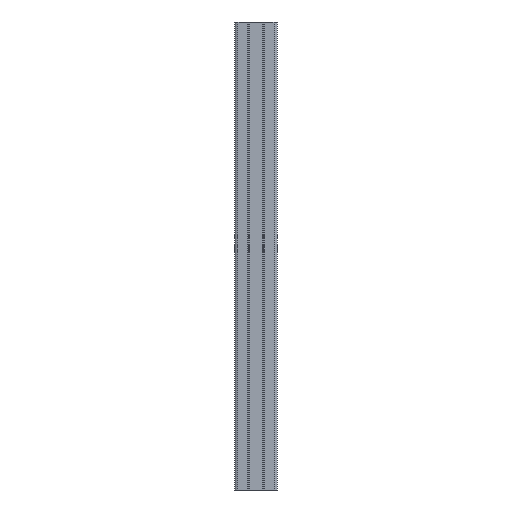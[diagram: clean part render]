
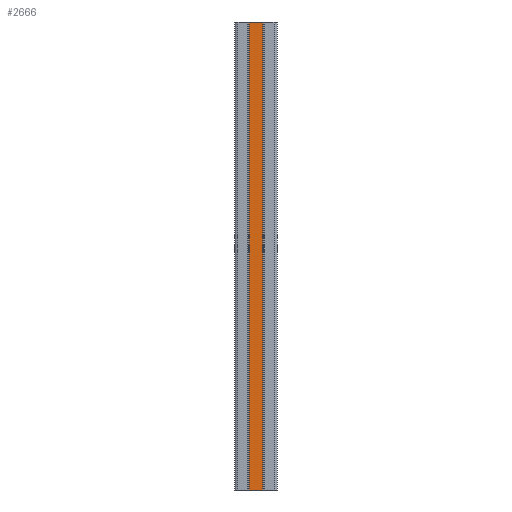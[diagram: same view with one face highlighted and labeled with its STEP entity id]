
A CAD part, front view. The second image highlights one B-rep face of the part: STEP entity #2666.
In plain terms, the highlighted planar face has unit normal (0, -1, 0).
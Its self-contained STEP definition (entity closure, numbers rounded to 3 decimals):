
#64 = CARTESIAN_POINT ( 'NONE',  ( 3.143, -3.85, 110. ) ) ;
#103 = VERTEX_POINT ( 'NONE', #1666 ) ;
#318 = CARTESIAN_POINT ( 'NONE',  ( 3.143, -3.85, -110. ) ) ;
#331 = VERTEX_POINT ( 'NONE', #64 ) ;
#379 = EDGE_CURVE ( 'NONE', #331, #103, #1921, .T. ) ;
#606 = AXIS2_PLACEMENT_3D ( 'NONE', #2801, #1967, #1280 ) ;
#625 = EDGE_CURVE ( 'NONE', #1199, #103, #788, .T. ) ;
#770 = CARTESIAN_POINT ( 'NONE',  ( 3.143, -3.85, 110. ) ) ;
#788 = LINE ( 'NONE', #318, #1213 ) ;
#892 = CARTESIAN_POINT ( 'NONE',  ( 3.143, -3.85, 110. ) ) ;
#1159 = VERTEX_POINT ( 'NONE', #1469 ) ;
#1199 = VERTEX_POINT ( 'NONE', #1878 ) ;
#1213 = VECTOR ( 'NONE', #3398, 1000. ) ;
#1280 = DIRECTION ( 'NONE',  ( 0., 0., 1. ) ) ;
#1284 = LINE ( 'NONE', #1390, #1843 ) ;
#1337 = DIRECTION ( 'NONE',  ( 0., 0., -1. ) ) ;
#1348 = VECTOR ( 'NONE', #3525, 1000. ) ;
#1390 = CARTESIAN_POINT ( 'NONE',  ( -3.143, -3.85, 110. ) ) ;
#1469 = CARTESIAN_POINT ( 'NONE',  ( -3.143, -3.85, 110. ) ) ;
#1534 = DIRECTION ( 'NONE',  ( 0., 0., -1. ) ) ;
#1549 = EDGE_LOOP ( 'NONE', ( #4023, #3212, #3148, #4343 ) ) ;
#1585 = LINE ( 'NONE', #892, #1348 ) ;
#1666 = CARTESIAN_POINT ( 'NONE',  ( 3.143, -3.85, -110. ) ) ;
#1843 = VECTOR ( 'NONE', #1337, 1000. ) ;
#1878 = CARTESIAN_POINT ( 'NONE',  ( -3.143, -3.85, -110. ) ) ;
#1921 = LINE ( 'NONE', #770, #1947 ) ;
#1947 = VECTOR ( 'NONE', #1534, 1000. ) ;
#1967 = DIRECTION ( 'NONE',  ( 0., 1., 0. ) ) ;
#2381 = PLANE ( 'NONE',  #606 ) ;
#2454 = FACE_OUTER_BOUND ( 'NONE', #1549, .T. ) ;
#2666 = ADVANCED_FACE ( 'NONE', ( #2454 ), #2381, .F. ) ;
#2689 = EDGE_CURVE ( 'NONE', #1159, #331, #1585, .T. ) ;
#2801 = CARTESIAN_POINT ( 'NONE',  ( 3.143, -3.85, 110. ) ) ;
#3148 = ORIENTED_EDGE ( 'NONE', *, *, #2689, .F. ) ;
#3212 = ORIENTED_EDGE ( 'NONE', *, *, #379, .F. ) ;
#3398 = DIRECTION ( 'NONE',  ( 1., 0., 0. ) ) ;
#3525 = DIRECTION ( 'NONE',  ( 1., 0., 0. ) ) ;
#4023 = ORIENTED_EDGE ( 'NONE', *, *, #625, .T. ) ;
#4343 = ORIENTED_EDGE ( 'NONE', *, *, #4524, .T. ) ;
#4524 = EDGE_CURVE ( 'NONE', #1159, #1199, #1284, .T. ) ;
